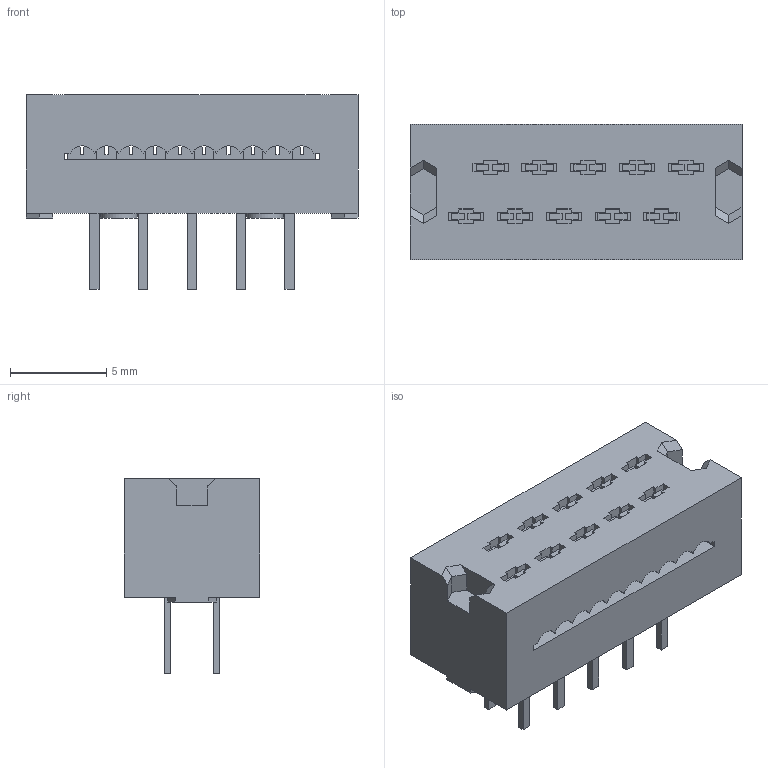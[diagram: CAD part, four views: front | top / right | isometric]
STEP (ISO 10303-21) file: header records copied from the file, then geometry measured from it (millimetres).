
FILE_DESCRIPTION((''),'2;1');
FILE_NAME('C-2-746610-1','2019-02-03T22:24:06',('workeradm'),('TE Connectivity Ltd.'),'CREO PARAMETRIC BY PTC INC, 2018190','CREO PARAMETRIC BY PTC INC, 2018190','');
FILE_SCHEMA(('AUTOMOTIVE_DESIGN { 1 0 10303 214 1 1 1 1 }'));
Length unit declared in the file: millimetre
Products named in the file (1): C-2-746610-1
Bounding box: 17.27 x 7.06 x 10.13 mm (x, y, z)
Volume: 693.7 mm3; surface area: 911.9 mm2
Topology: 1 solids, 1 shells, 436 faces, 1262 edges, 840 vertices
Faces by surface type: plane 422, cylinder 14
Entity records: 14266 total; most frequent: CARTESIAN_POINT 2540, ORIENTED_EDGE 2524, DIRECTION 2238, EDGE_CURVE 1262, VECTOR 1158, LINE 1158, VERTEX_POINT 840, AXIS2_PLACEMENT_3D 540
